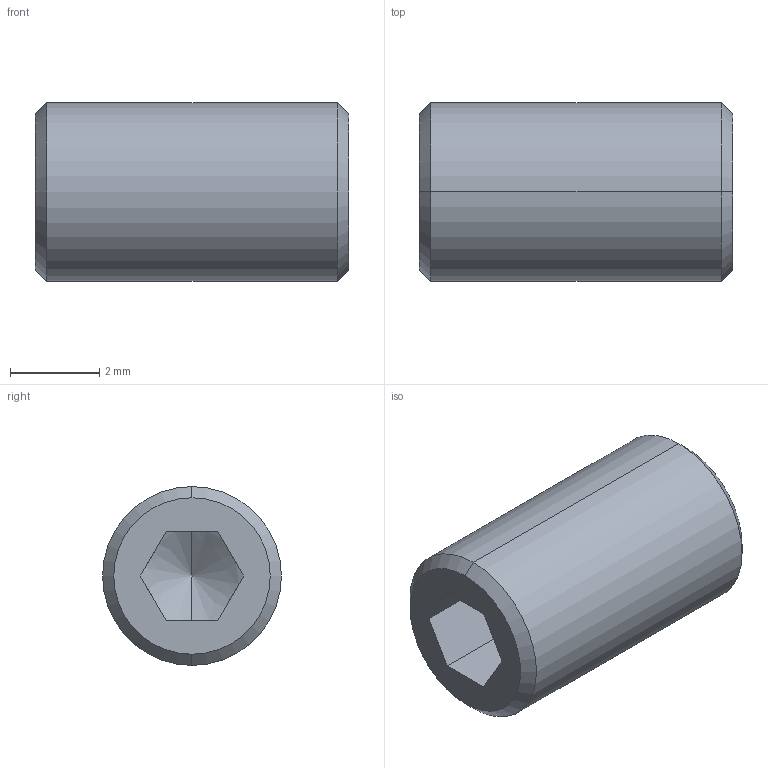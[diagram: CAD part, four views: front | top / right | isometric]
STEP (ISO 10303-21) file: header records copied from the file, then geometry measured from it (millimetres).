
FILE_DESCRIPTION (( 'STEP AP214' ), '1' );
FILE_NAME ('Z20.ER3.001.007.STEP', '2021-03-31T06:00:12', ( '' ), ( '' ), 'SwSTEP 2.0', 'SolidWorks 2017', '' );
FILE_SCHEMA (( 'AUTOMOTIVE_DESIGN' ));
Length unit declared in the file: millimetre
Products named in the file (1): Z20.ER3.001.007
Bounding box: 7 x 4 x 4 mm (x, y, z)
Volume: 79.7 mm3; surface area: 123.5 mm2
Topology: 1 solids, 1 shells, 16 faces, 38 edges, 23 vertices
Faces by surface type: plane 8, cone 6, cylinder 2
Entity records: 520 total; most frequent: CARTESIAN_POINT 112, ORIENTED_EDGE 72, DIRECTION 70, EDGE_CURVE 36, AXIS2_PLACEMENT_3D 25, VERTEX_POINT 23, VECTOR 20, LINE 20
